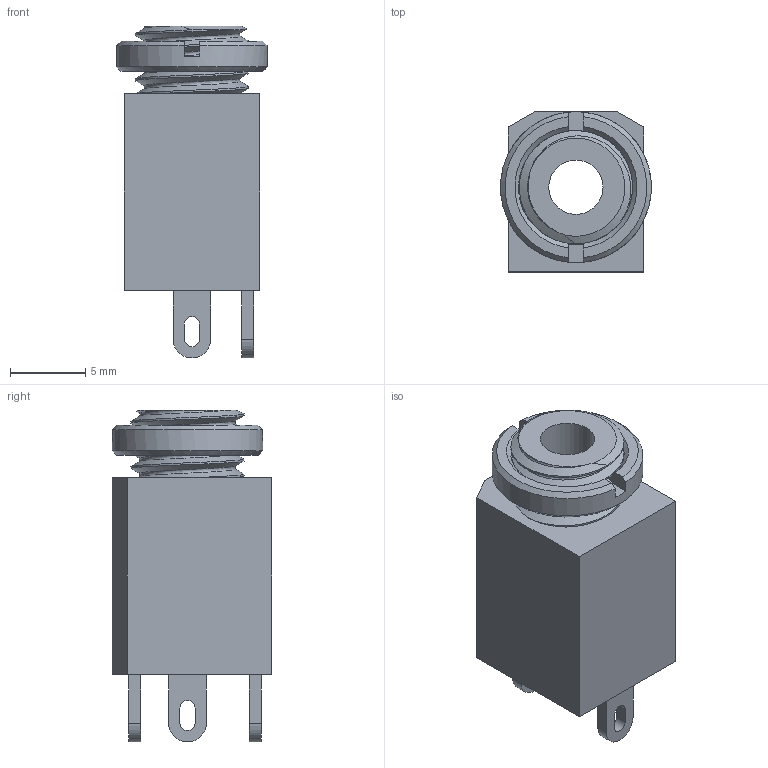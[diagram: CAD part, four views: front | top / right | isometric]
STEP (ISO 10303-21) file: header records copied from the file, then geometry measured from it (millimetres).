
FILE_DESCRIPTION(/* description */ ('STEP AP242','CAx-IF Rec.Pracs.---Representation and Presentation of Product Manufacturing Information (PMI)---4.0---2014-10-13','CAx-IF Rec.Pracs.---3D Tessellated Geometry---0.4---2014-09-14','2;1','CAx-IF Rec.Pracs.---User Defined Attributes---1.5---2016-08-15'),/* implementation_level */ '2;1');
FILE_NAME(/* name */ '6915b2bdbfe8e68821f71fc3',/* time_stamp */ '2025-11-13T10:28:14Z',/* author */ (''),/* organization */ (''),/* preprocessor_version */ 'ST-DEVELOPER v20',/* originating_system */ 'ONSHAPE BY PTC INC, 1.206',/* authorisation */ ' ');
FILE_SCHEMA (('AP242_MANAGED_MODEL_BASED_3D_ENGINEERING_MIM_LF { 1 0 10303 442 1 1 4 }'));
Length unit declared in the file: metre
Products named in the file (6): AudioJack 3-pin; foot; nut; barrell
Assembly tree (5 placements, depth 2):
  AudioJack 3-pin
    foot
    nut
    foot
    barrell
    foot
Bounding box: 9.99 x 10.6 x 22 mm (x, y, z)
Volume: 713.9 mm3; surface area: 1642.1 mm2
Topology: 5 solids, 5 shells, 96 faces, 250 edges, 165 vertices
Faces by surface type: plane 64, cylinder 14, bspline 11, cone 7
Full cylindrical faces by diameter (mm): 3.6 x1, 10 x1
Entity records: 4684 total; most frequent: CARTESIAN_POINT 2316, ORIENTED_EDGE 488, DIRECTION 414, EDGE_CURVE 244, VERTEX_POINT 163, LINE 146, VECTOR 146, AXIS2_PLACEMENT_3D 134
